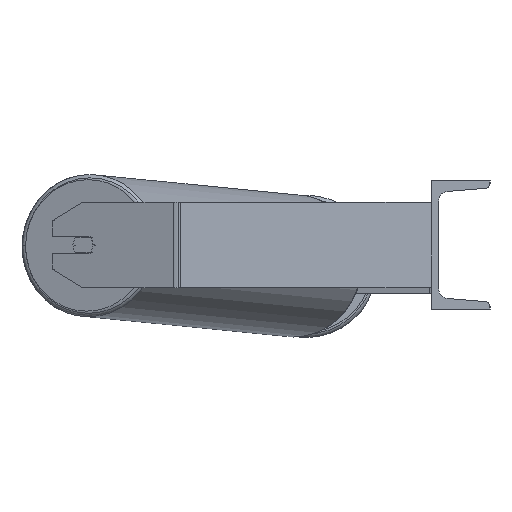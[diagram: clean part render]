
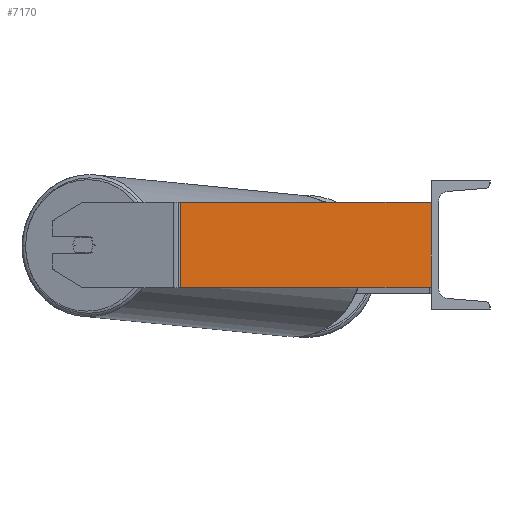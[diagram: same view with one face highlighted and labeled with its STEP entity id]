
A CAD part, left-side view. The second image highlights one B-rep face of the part: STEP entity #7170.
In plain terms, the highlighted planar face has unit normal (-0.996, -0.087, 0).
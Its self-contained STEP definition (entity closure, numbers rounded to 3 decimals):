
#127 = CARTESIAN_POINT ( 'NONE',  ( -905.493, 234.235, 40. ) ) ;
#409 = DIRECTION ( 'NONE',  ( 0.087, -0.996, 0. ) ) ;
#801 = CARTESIAN_POINT ( 'NONE',  ( -885., 0., 40. ) ) ;
#906 = VECTOR ( 'NONE', #409, 1000. ) ;
#1004 = EDGE_CURVE ( 'NONE', #7466, #1612, #2486, .T. ) ;
#1027 = CARTESIAN_POINT ( 'NONE',  ( -905.802, 237.769, 40. ) ) ;
#1279 = ORIENTED_EDGE ( 'NONE', *, *, #8715, .F. ) ;
#1323 = ORIENTED_EDGE ( 'NONE', *, *, #8713, .T. ) ;
#1612 = VERTEX_POINT ( 'NONE', #8098 ) ;
#2486 = LINE ( 'NONE', #8487, #8311 ) ;
#2650 = PLANE ( 'NONE',  #7404 ) ;
#3167 = DIRECTION ( 'NONE',  ( 0.996, 0.087, 0. ) ) ;
#3197 = LINE ( 'NONE', #6050, #7873 ) ;
#3892 = LINE ( 'NONE', #6744, #906 ) ;
#4423 = VERTEX_POINT ( 'NONE', #801 ) ;
#4643 = DIRECTION ( 'NONE',  ( 0.087, -0.996, 0. ) ) ;
#4906 = ORIENTED_EDGE ( 'NONE', *, *, #1004, .T. ) ;
#5012 = VECTOR ( 'NONE', #4643, 1000. ) ;
#5207 = CARTESIAN_POINT ( 'NONE',  ( -885., 0., -40. ) ) ;
#5535 = EDGE_LOOP ( 'NONE', ( #1323, #1279, #6740, #4906 ) ) ;
#5640 = DIRECTION ( 'NONE',  ( 0., 0., -1. ) ) ;
#6050 = CARTESIAN_POINT ( 'NONE',  ( -885., 0., 40. ) ) ;
#6109 = FACE_OUTER_BOUND ( 'NONE', #5535, .T. ) ;
#6144 = LINE ( 'NONE', #1027, #5012 ) ;
#6740 = ORIENTED_EDGE ( 'NONE', *, *, #7552, .F. ) ;
#6744 = CARTESIAN_POINT ( 'NONE',  ( -905.802, 237.769, -40. ) ) ;
#7170 = ADVANCED_FACE ( 'NONE', ( #6109 ), #2650, .F. ) ;
#7404 = AXIS2_PLACEMENT_3D ( 'NONE', #7541, #3167, #9017 ) ;
#7466 = VERTEX_POINT ( 'NONE', #127 ) ;
#7541 = CARTESIAN_POINT ( 'NONE',  ( -905.802, 237.769, 40. ) ) ;
#7552 = EDGE_CURVE ( 'NONE', #7466, #4423, #6144, .T. ) ;
#7873 = VECTOR ( 'NONE', #8882, 1000. ) ;
#8098 = CARTESIAN_POINT ( 'NONE',  ( -905.493, 234.235, -40. ) ) ;
#8311 = VECTOR ( 'NONE', #5640, 1000. ) ;
#8487 = CARTESIAN_POINT ( 'NONE',  ( -905.493, 234.235, 40. ) ) ;
#8571 = VERTEX_POINT ( 'NONE', #5207 ) ;
#8713 = EDGE_CURVE ( 'NONE', #1612, #8571, #3892, .T. ) ;
#8715 = EDGE_CURVE ( 'NONE', #4423, #8571, #3197, .T. ) ;
#8882 = DIRECTION ( 'NONE',  ( 0., 0., -1. ) ) ;
#9017 = DIRECTION ( 'NONE',  ( -0.087, 0.996, 0. ) ) ;
